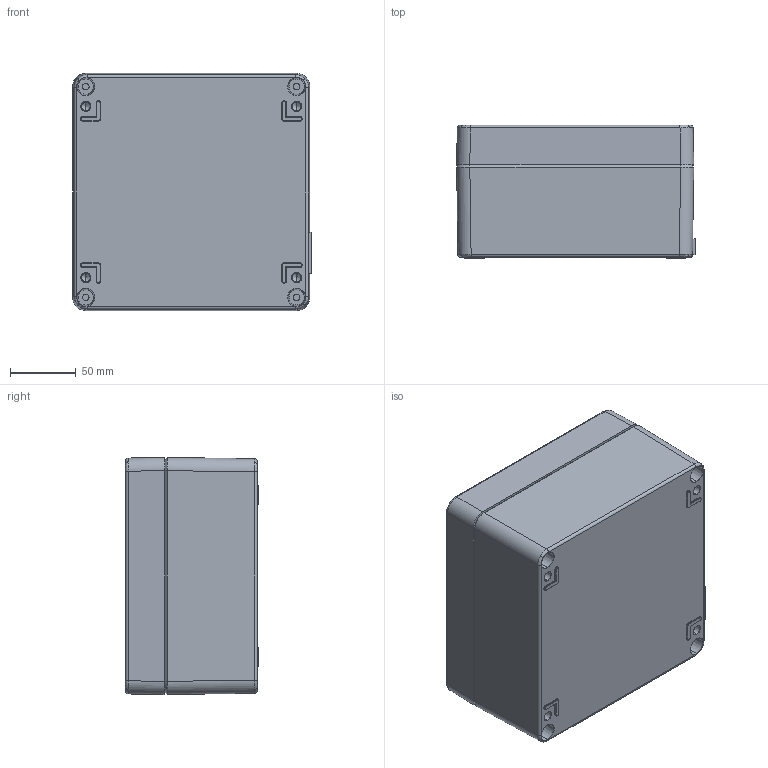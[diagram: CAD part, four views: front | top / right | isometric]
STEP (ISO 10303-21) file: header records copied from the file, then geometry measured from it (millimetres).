
FILE_DESCRIPTION (( 'STEP AP214' ), '1' );
FILE_NAME ('25181810.STEP', '2012-06-14T06:51:05', ( ' ' ), ( '' ), 'SwSTEP 2.0', 'SolidWorks 2011', '' );
FILE_SCHEMA (( 'AUTOMOTIVE_DESIGN' ));
Length unit declared in the file: millimetre
Products named in the file (10): 92441; 92081; 83171; 95947; 01181810_Ex Ausführung; 82014; 93134; 02160; 01160; 25181810
Assembly tree (12 placements, depth 3):
  25181810
    95947
    01181810_Ex Ausführung
      82014
      01160
      93134  x4
      02160
    83171
    92441
    92081
Bounding box: 181.2 x 101 x 180 mm (x, y, z)
Volume: 712860.7 mm3; surface area: 290485.4 mm2
Topology: 11 solids, 11 shells, 1005 faces, 2360 edges, 1418 vertices
Faces by surface type: plane 306, cylinder 222, cone 200, bspline 142, torus 127, sphere 8
Entity records: 34059 total; most frequent: CARTESIAN_POINT 13532, DIRECTION 4217, ORIENTED_EDGE 4200, EDGE_CURVE 2100, AXIS2_PLACEMENT_3D 1649, VERTEX_POINT 1268, EDGE_LOOP 1006, VECTOR 919
